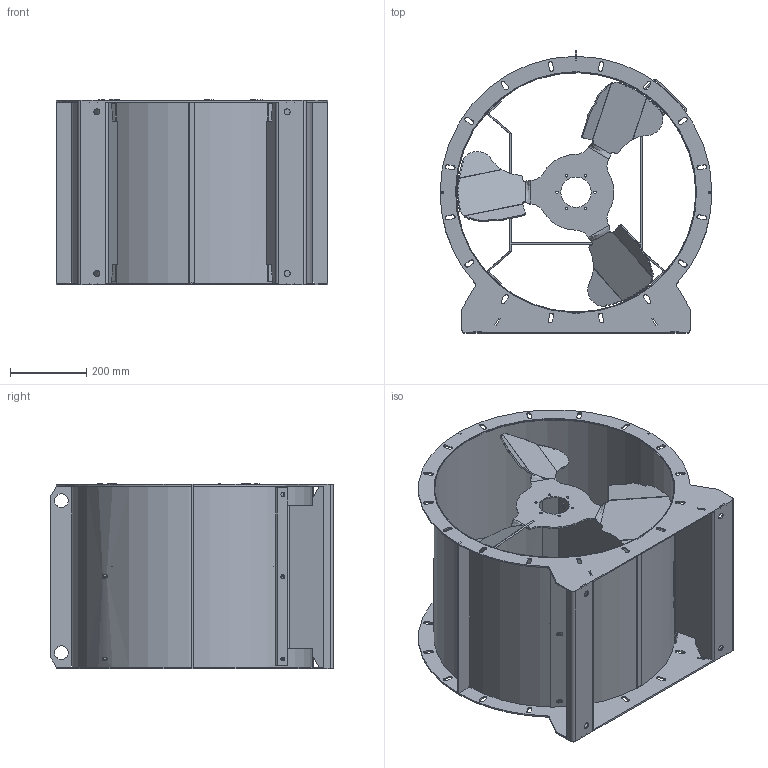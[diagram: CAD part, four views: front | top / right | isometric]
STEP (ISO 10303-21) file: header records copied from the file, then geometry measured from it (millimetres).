
FILE_DESCRIPTION(('STEP AP203'), '1');
FILE_NAME('蟲 6.3 L=485 擤', '', ('UNSPECIFIED'), ('UNSPECIFIED'), 'ASCON STEP Converter 1.3', 'ASCON Math Kernel', '');
FILE_SCHEMA(('CONFIG_CONTROL_DESIGN'));
Length unit declared in the file: millimetre
Bounding box: 715 x 742 x 488.67 mm (x, y, z)
Volume: 5685177.9 mm3; surface area: 4220122.5 mm2
Topology: 4 solids, 5 shells, 962 faces, 2711 edges, 1738 vertices
Faces by surface type: plane 565, cylinder 370, bspline 27
Full cylindrical faces by diameter (mm): 6.5 x6, 16 x4, 28 x1, 36 x2, 40 x4, 80 x1
Entity records: 42162 total; most frequent: CARTESIAN_POINT 8835, ORIENTED_EDGE 5386, DIRECTION 5203, EDGE_CURVE 2693, LINE 1903, VECTOR 1903, VERTEX_POINT 1738, AXIS2_PLACEMENT_3D 1650
